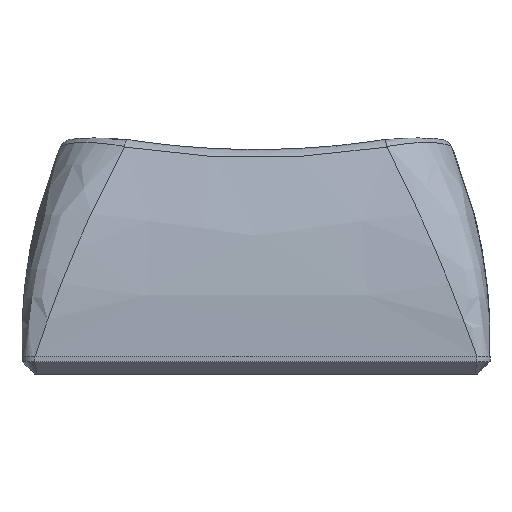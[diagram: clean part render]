
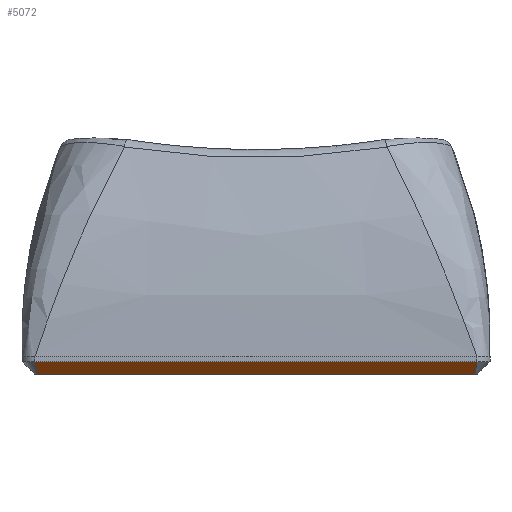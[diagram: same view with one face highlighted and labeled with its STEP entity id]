
A CAD part, front view. The second image highlights one B-rep face of the part: STEP entity #5072.
In plain terms, the highlighted planar face has unit normal (0, -0.707, -0.707).
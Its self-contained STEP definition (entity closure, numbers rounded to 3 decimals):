
#720 = PLANE('',#721);
#721 = AXIS2_PLACEMENT_3D('',#722,#723,#724);
#722 = CARTESIAN_POINT('',(-8.5,-9.,0.672));
#723 = DIRECTION('',(0.,-1.,0.));
#724 = DIRECTION('',(1.,0.,0.));
#1973 = VERTEX_POINT('',#1974);
#1974 = CARTESIAN_POINT('',(-8.5,-9.,0.48));
#2000 = EDGE_CURVE('',#1973,#2001,#2003,.T.);
#2001 = VERTEX_POINT('',#2002);
#2002 = CARTESIAN_POINT('',(8.5,-9.,0.48));
#2003 = SURFACE_CURVE('',#2004,(#2008,#2015),.PCURVE_S1.);
#2004 = LINE('',#2005,#2006);
#2005 = CARTESIAN_POINT('',(-8.5,-9.,0.48));
#2006 = VECTOR('',#2007,1.);
#2007 = DIRECTION('',(1.,0.,0.));
#2008 = PCURVE('',#720,#2009);
#2009 = DEFINITIONAL_REPRESENTATION('',(#2010),#2014);
#2010 = LINE('',#2011,#2012);
#2011 = CARTESIAN_POINT('',(0.,-0.192));
#2012 = VECTOR('',#2013,1.);
#2013 = DIRECTION('',(1.,0.));
#2014 = ( GEOMETRIC_REPRESENTATION_CONTEXT(2) 
PARAMETRIC_REPRESENTATION_CONTEXT() REPRESENTATION_CONTEXT('2D SPACE',''
  ) );
#2015 = PCURVE('',#2016,#2021);
#2016 = PLANE('',#2017);
#2017 = AXIS2_PLACEMENT_3D('',#2018,#2019,#2020);
#2018 = CARTESIAN_POINT('',(-8.5,-8.76,0.24));
#2019 = DIRECTION('',(0.,0.707,0.707)
  );
#2020 = DIRECTION('',(1.,0.,0.));
#2021 = DEFINITIONAL_REPRESENTATION('',(#2022),#2026);
#2022 = LINE('',#2023,#2024);
#2023 = CARTESIAN_POINT('',(0.,-0.339));
#2024 = VECTOR('',#2025,1.);
#2025 = DIRECTION('',(1.,0.));
#2026 = ( GEOMETRIC_REPRESENTATION_CONTEXT(2) 
PARAMETRIC_REPRESENTATION_CONTEXT() REPRESENTATION_CONTEXT('2D SPACE',''
  ) );
#3188 = CONICAL_SURFACE('',#3189,0.7,0.785);
#3189 = AXIS2_PLACEMENT_3D('',#3190,#3191,#3192);
#3190 = CARTESIAN_POINT('',(8.323,-8.323,0.48));
#3191 = DIRECTION('',(-0.,-0.,1.));
#3192 = DIRECTION('',(0.967,-0.253,0.));
#5072 = ADVANCED_FACE('',(#5073),#2016,.F.);
#5073 = FACE_BOUND('',#5074,.F.);
#5074 = EDGE_LOOP('',(#5075,#5110,#5111,#5141));
#5075 = ORIENTED_EDGE('',*,*,#5076,.F.);
#5076 = EDGE_CURVE('',#1973,#5077,#5079,.T.);
#5077 = VERTEX_POINT('',#5078);
#5078 = CARTESIAN_POINT('',(-8.42,-8.52,0.));
#5079 = SURFACE_CURVE('',#5080,(#5085,#5092),.PCURVE_S1.);
#5080 = PARABOLA('',#5081,0.008);
#5081 = AXIS2_PLACEMENT_3D('',#5082,#5083,#5084);
#5082 = CARTESIAN_POINT('',(-8.323,-8.311,
    -0.209));
#5083 = DIRECTION('',(0.,0.707,0.707)
  );
#5084 = DIRECTION('',(0.,-0.707,0.707)
  );
#5085 = PCURVE('',#2016,#5086);
#5086 = DEFINITIONAL_REPRESENTATION('',(#5087),#5091);
#5087 = B_SPLINE_CURVE_WITH_KNOTS('',2,(#5088,#5089,#5090),
  .UNSPECIFIED.,.F.,.F.,(3,3),(-0.177,-0.098),
  .PIECEWISE_BEZIER_KNOTS.);
#5088 = CARTESIAN_POINT('',(0.,-0.339));
#5089 = CARTESIAN_POINT('',(0.04,0.098));
#5090 = CARTESIAN_POINT('',(0.08,0.339));
#5091 = ( GEOMETRIC_REPRESENTATION_CONTEXT(2) 
PARAMETRIC_REPRESENTATION_CONTEXT() REPRESENTATION_CONTEXT('2D SPACE',''
  ) );
#5092 = PCURVE('',#5093,#5098);
#5093 = CONICAL_SURFACE('',#5094,0.7,0.785);
#5094 = AXIS2_PLACEMENT_3D('',#5095,#5096,#5097);
#5095 = CARTESIAN_POINT('',(-8.323,-8.323,0.48));
#5096 = DIRECTION('',(-0.,-0.,1.));
#5097 = DIRECTION('',(-0.253,-0.967,-0.));
#5098 = DEFINITIONAL_REPRESENTATION('',(#5099),#5109);
#5099 = B_SPLINE_CURVE_WITH_KNOTS('',8,(#5100,#5101,#5102,#5103,#5104,
    #5105,#5106,#5107,#5108),.UNSPECIFIED.,.F.,.F.,(9,9),(
    -0.177,-0.098),.PIECEWISE_BEZIER_KNOTS.);
#5100 = CARTESIAN_POINT('',(0.,0.));
#5101 = CARTESIAN_POINT('',(-0.014,-0.077));
#5102 = CARTESIAN_POINT('',(-0.03,-0.15));
#5103 = CARTESIAN_POINT('',(-0.048,-0.217));
#5104 = CARTESIAN_POINT('',(-0.069,-0.28));
#5105 = CARTESIAN_POINT('',(-0.094,-0.337));
#5106 = CARTESIAN_POINT('',(-0.123,-0.39));
#5107 = CARTESIAN_POINT('',(-0.158,-0.437));
#5108 = CARTESIAN_POINT('',(-0.203,-0.48));
#5109 = ( GEOMETRIC_REPRESENTATION_CONTEXT(2) 
PARAMETRIC_REPRESENTATION_CONTEXT() REPRESENTATION_CONTEXT('2D SPACE',''
  ) );
#5110 = ORIENTED_EDGE('',*,*,#2000,.T.);
#5111 = ORIENTED_EDGE('',*,*,#5112,.T.);
#5112 = EDGE_CURVE('',#2001,#5113,#5115,.T.);
#5113 = VERTEX_POINT('',#5114);
#5114 = CARTESIAN_POINT('',(8.42,-8.52,0.));
#5115 = SURFACE_CURVE('',#5116,(#5121,#5128),.PCURVE_S1.);
#5116 = PARABOLA('',#5117,0.008);
#5117 = AXIS2_PLACEMENT_3D('',#5118,#5119,#5120);
#5118 = CARTESIAN_POINT('',(8.323,-8.311,
    -0.209));
#5119 = DIRECTION('',(0.,-0.707,-0.707
    ));
#5120 = DIRECTION('',(0.,-0.707,0.707)
  );
#5121 = PCURVE('',#2016,#5122);
#5122 = DEFINITIONAL_REPRESENTATION('',(#5123),#5127);
#5123 = B_SPLINE_CURVE_WITH_KNOTS('',2,(#5124,#5125,#5126),
  .UNSPECIFIED.,.F.,.F.,(3,3),(-0.177,-0.098),
  .PIECEWISE_BEZIER_KNOTS.);
#5124 = CARTESIAN_POINT('',(17.,-0.339));
#5125 = CARTESIAN_POINT('',(16.96,0.098));
#5126 = CARTESIAN_POINT('',(16.92,0.339));
#5127 = ( GEOMETRIC_REPRESENTATION_CONTEXT(2) 
PARAMETRIC_REPRESENTATION_CONTEXT() REPRESENTATION_CONTEXT('2D SPACE',''
  ) );
#5128 = PCURVE('',#3188,#5129);
#5129 = DEFINITIONAL_REPRESENTATION('',(#5130),#5140);
#5130 = B_SPLINE_CURVE_WITH_KNOTS('',8,(#5131,#5132,#5133,#5134,#5135,
    #5136,#5137,#5138,#5139),.UNSPECIFIED.,.F.,.F.,(9,9),(
    -0.177,-0.098),.PIECEWISE_BEZIER_KNOTS.);
#5131 = CARTESIAN_POINT('',(-1.059,0.));
#5132 = CARTESIAN_POINT('',(-1.045,-0.077));
#5133 = CARTESIAN_POINT('',(-1.029,-0.15));
#5134 = CARTESIAN_POINT('',(-1.01,-0.217));
#5135 = CARTESIAN_POINT('',(-0.99,-0.28));
#5136 = CARTESIAN_POINT('',(-0.965,-0.337));
#5137 = CARTESIAN_POINT('',(-0.936,-0.39));
#5138 = CARTESIAN_POINT('',(-0.901,-0.437));
#5139 = CARTESIAN_POINT('',(-0.856,-0.48));
#5140 = ( GEOMETRIC_REPRESENTATION_CONTEXT(2) 
PARAMETRIC_REPRESENTATION_CONTEXT() REPRESENTATION_CONTEXT('2D SPACE',''
  ) );
#5141 = ORIENTED_EDGE('',*,*,#5142,.F.);
#5142 = EDGE_CURVE('',#5077,#5113,#5143,.T.);
#5143 = SURFACE_CURVE('',#5144,(#5148,#5155),.PCURVE_S1.);
#5144 = LINE('',#5145,#5146);
#5145 = CARTESIAN_POINT('',(-8.5,-8.52,0.));
#5146 = VECTOR('',#5147,1.);
#5147 = DIRECTION('',(1.,0.,0.));
#5148 = PCURVE('',#2016,#5149);
#5149 = DEFINITIONAL_REPRESENTATION('',(#5150),#5154);
#5150 = LINE('',#5151,#5152);
#5151 = CARTESIAN_POINT('',(0.,0.339));
#5152 = VECTOR('',#5153,1.);
#5153 = DIRECTION('',(1.,0.));
#5154 = ( GEOMETRIC_REPRESENTATION_CONTEXT(2) 
PARAMETRIC_REPRESENTATION_CONTEXT() REPRESENTATION_CONTEXT('2D SPACE',''
  ) );
#5155 = PCURVE('',#5156,#5161);
#5156 = PLANE('',#5157);
#5157 = AXIS2_PLACEMENT_3D('',#5158,#5159,#5160);
#5158 = CARTESIAN_POINT('',(8.5,9.,0.));
#5159 = DIRECTION('',(0.,0.,-1.));
#5160 = DIRECTION('',(-1.,0.,0.));
#5161 = DEFINITIONAL_REPRESENTATION('',(#5162),#5166);
#5162 = LINE('',#5163,#5164);
#5163 = CARTESIAN_POINT('',(17.,-17.52));
#5164 = VECTOR('',#5165,1.);
#5165 = DIRECTION('',(-1.,0.));
#5166 = ( GEOMETRIC_REPRESENTATION_CONTEXT(2) 
PARAMETRIC_REPRESENTATION_CONTEXT() REPRESENTATION_CONTEXT('2D SPACE',''
  ) );
